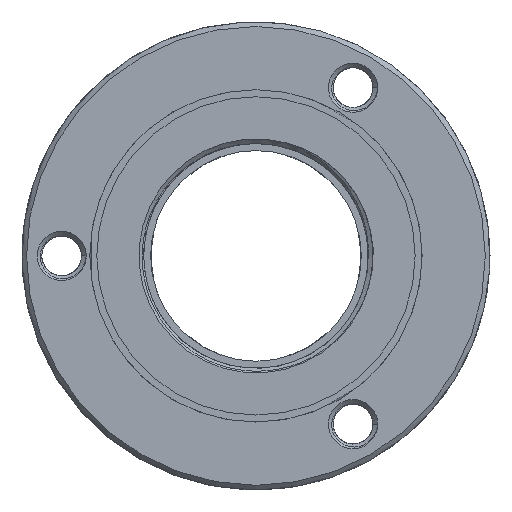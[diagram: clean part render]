
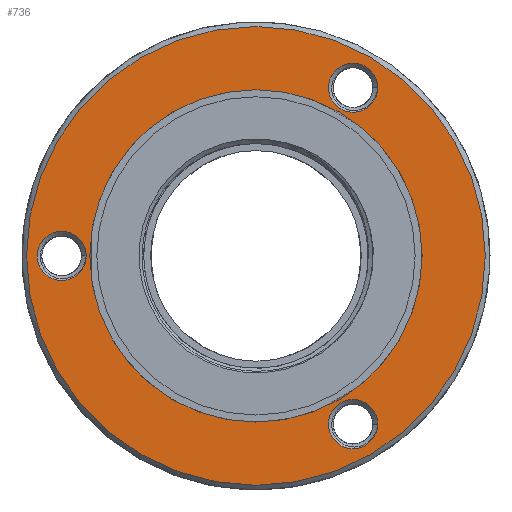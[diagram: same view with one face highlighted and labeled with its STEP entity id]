
A CAD part, left-side view. The second image highlights one B-rep face of the part: STEP entity #736.
In plain terms, the highlighted planar face has unit normal (-1, 0, 0).
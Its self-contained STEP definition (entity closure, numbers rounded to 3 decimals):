
#423 = DIRECTION ( 'NONE',  ( 1., 0., 0. ) ) ;
#736 = ADVANCED_FACE ( 'NONE', ( #17088, #15233, #5956, #17459, #9625 ), #2388, .F. ) ;
#2388 = PLANE ( 'NONE',  #21326 ) ;
#2449 = DIRECTION ( 'NONE',  ( 1., 0., 0. ) ) ;
#2615 = DIRECTION ( 'NONE',  ( 0., 0., -1. ) ) ;
#2842 = EDGE_CURVE ( 'NONE', #16293, #16293, #21932, .T. ) ;
#2937 = EDGE_LOOP ( 'NONE', ( #18803 ) ) ;
#3065 = VERTEX_POINT ( 'NONE', #23759 ) ;
#3277 = CIRCLE ( 'NONE', #6031, 1.05 ) ;
#3499 = EDGE_LOOP ( 'NONE', ( #14376 ) ) ;
#4477 = CIRCLE ( 'NONE', #12330, 9.8 ) ;
#4487 = DIRECTION ( 'NONE',  ( 0., 0., -1. ) ) ;
#4841 = EDGE_LOOP ( 'NONE', ( #11070 ) ) ;
#5956 = FACE_BOUND ( 'NONE', #8309, .T. ) ;
#6031 = AXIS2_PLACEMENT_3D ( 'NONE', #22807, #17560, #22928 ) ;
#6065 = EDGE_CURVE ( 'NONE', #3065, #3065, #3277, .T. ) ;
#6723 = EDGE_CURVE ( 'NONE', #10566, #10566, #4477, .T. ) ;
#6877 = VERTEX_POINT ( 'NONE', #12639 ) ;
#8309 = EDGE_LOOP ( 'NONE', ( #13947 ) ) ;
#8679 = DIRECTION ( 'NONE',  ( 1., 0., 0. ) ) ;
#9625 = FACE_BOUND ( 'NONE', #2937, .T. ) ;
#10566 = VERTEX_POINT ( 'NONE', #21911 ) ;
#10656 = CARTESIAN_POINT ( 'NONE',  ( 8., 8.3, 0. ) ) ;
#11070 = ORIENTED_EDGE ( 'NONE', *, *, #13249, .T. ) ;
#11362 = DIRECTION ( 'NONE',  ( 0., 0., 1. ) ) ;
#12002 = DIRECTION ( 'NONE',  ( 0., 0., -1. ) ) ;
#12330 = AXIS2_PLACEMENT_3D ( 'NONE', #13448, #20803, #4487 ) ;
#12639 = CARTESIAN_POINT ( 'NONE',  ( 8., -4.15, -8.238 ) ) ;
#13249 = EDGE_CURVE ( 'NONE', #6877, #6877, #20381, .T. ) ;
#13448 = CARTESIAN_POINT ( 'NONE',  ( 8., 0., 0. ) ) ;
#13947 = ORIENTED_EDGE ( 'NONE', *, *, #6065, .T. ) ;
#14376 = ORIENTED_EDGE ( 'NONE', *, *, #19119, .T. ) ;
#14506 = AXIS2_PLACEMENT_3D ( 'NONE', #21532, #2449, #12002 ) ;
#14648 = DIRECTION ( 'NONE',  ( -1., 0., 0. ) ) ;
#15233 = FACE_BOUND ( 'NONE', #4841, .T. ) ;
#15610 = CARTESIAN_POINT ( 'NONE',  ( 8., 10., 0. ) ) ;
#16293 = VERTEX_POINT ( 'NONE', #16420 ) ;
#16420 = CARTESIAN_POINT ( 'NONE',  ( 8., 0., 7.1 ) ) ;
#16506 = CIRCLE ( 'NONE', #19229, 1.05 ) ;
#16866 = CARTESIAN_POINT ( 'NONE',  ( 8., 0., 0. ) ) ;
#17088 = FACE_OUTER_BOUND ( 'NONE', #23185, .T. ) ;
#17459 = FACE_BOUND ( 'NONE', #3499, .T. ) ;
#17560 = DIRECTION ( 'NONE',  ( 1., 0., 0. ) ) ;
#18803 = ORIENTED_EDGE ( 'NONE', *, *, #2842, .F. ) ;
#19119 = EDGE_CURVE ( 'NONE', #20213, #20213, #16506, .T. ) ;
#19229 = AXIS2_PLACEMENT_3D ( 'NONE', #10656, #8679, #23609 ) ;
#20213 = VERTEX_POINT ( 'NONE', #22631 ) ;
#20381 = CIRCLE ( 'NONE', #14506, 1.05 ) ;
#20569 = ORIENTED_EDGE ( 'NONE', *, *, #6723, .T. ) ;
#20780 = AXIS2_PLACEMENT_3D ( 'NONE', #16866, #14648, #11362 ) ;
#20803 = DIRECTION ( 'NONE',  ( -1., 0., 0. ) ) ;
#21326 = AXIS2_PLACEMENT_3D ( 'NONE', #15610, #423, #2615 ) ;
#21532 = CARTESIAN_POINT ( 'NONE',  ( 8., -4.15, -7.188 ) ) ;
#21911 = CARTESIAN_POINT ( 'NONE',  ( 8., 0., -9.8 ) ) ;
#21932 = CIRCLE ( 'NONE', #20780, 7.1 ) ;
#22631 = CARTESIAN_POINT ( 'NONE',  ( 8., 8.3, -1.05 ) ) ;
#22807 = CARTESIAN_POINT ( 'NONE',  ( 8., -4.15, 7.188 ) ) ;
#22928 = DIRECTION ( 'NONE',  ( 0., 0., -1. ) ) ;
#23185 = EDGE_LOOP ( 'NONE', ( #20569 ) ) ;
#23609 = DIRECTION ( 'NONE',  ( 0., 0., -1. ) ) ;
#23759 = CARTESIAN_POINT ( 'NONE',  ( 8., -4.15, 6.138 ) ) ;
